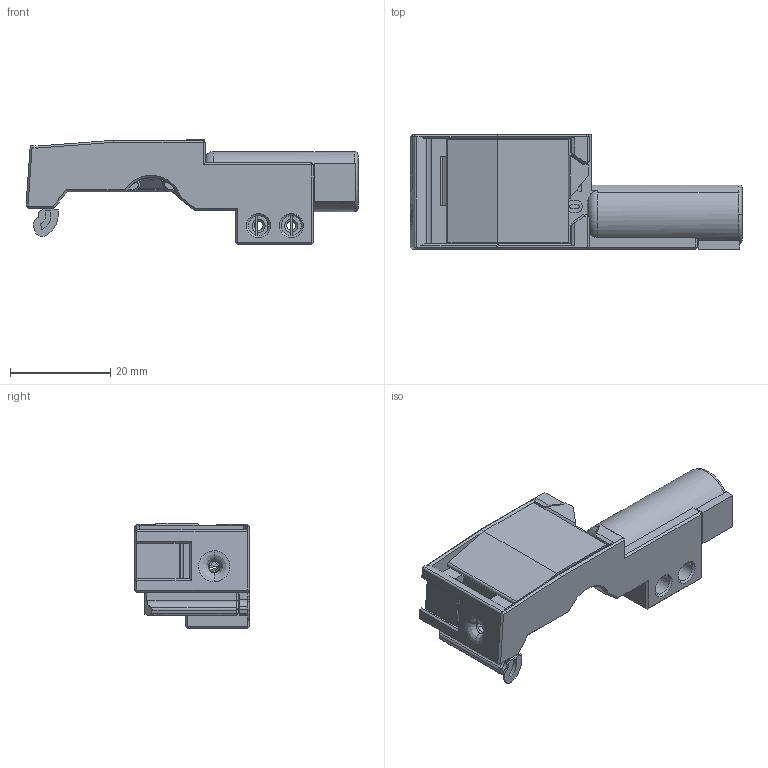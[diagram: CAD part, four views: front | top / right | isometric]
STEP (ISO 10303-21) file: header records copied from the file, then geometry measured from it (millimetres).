
FILE_DESCRIPTION (( 'STEP AP214' ), '1' );
FILE_NAME ('Filament_Path_Sensored.STEP', '2024-04-15T15:56:50', ( '' ), ( '' ), 'SwSTEP 2.0', 'SolidWorks 2021', '' );
FILE_SCHEMA (( 'AUTOMOTIVE_DESIGN' ));
Length unit declared in the file: inch
Products named in the file (1): Filament_Path_Sensored
Bounding box: 66.17 x 22.85 x 21.03 mm (x, y, z)
Volume: 9621.5 mm3; surface area: 10433.8 mm2
Topology: 5 solids, 11 shells, 639 faces, 1690 edges, 1067 vertices
Faces by surface type: plane 391, cylinder 110, bspline 74, cone 55, torus 7, sphere 2
Entity records: 24175 total; most frequent: CARTESIAN_POINT 8896, ORIENTED_EDGE 3358, DIRECTION 2821, EDGE_CURVE 1679, VECTOR 1083, LINE 1083, VERTEX_POINT 1066, AXIS2_PLACEMENT_3D 869
